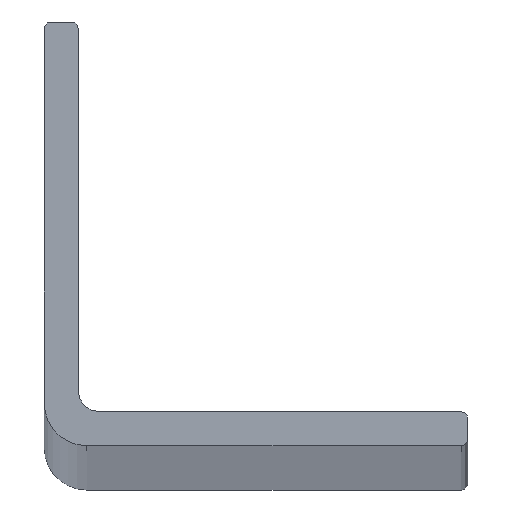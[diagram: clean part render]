
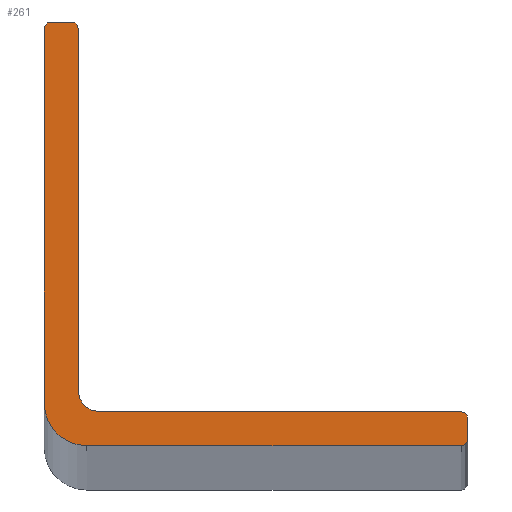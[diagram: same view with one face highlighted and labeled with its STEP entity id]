
A CAD part, top view. The second image highlights one B-rep face of the part: STEP entity #261.
In plain terms, the highlighted planar face has unit normal (0, 0, 1).
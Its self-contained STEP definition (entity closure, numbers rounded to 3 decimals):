
#15=CIRCLE('',#285,1.5);
#17=CIRCLE('',#289,1.5);
#19=CIRCLE('',#293,10.);
#21=CIRCLE('',#297,1.5);
#23=CIRCLE('',#301,1.5);
#25=CIRCLE('',#305,5.);
#45=FACE_OUTER_BOUND('',#59,.T.);
#59=EDGE_LOOP('',(#217,#218,#219,#220,#221,#222,#223,#224,#225,#226,#227,
#228));
#61=LINE('',#391,#85);
#66=LINE('',#405,#90);
#70=LINE('',#417,#94);
#74=LINE('',#429,#98);
#78=LINE('',#441,#102);
#82=LINE('',#453,#106);
#85=VECTOR('',#313,10.);
#90=VECTOR('',#326,10.);
#94=VECTOR('',#338,10.);
#98=VECTOR('',#350,10.);
#102=VECTOR('',#362,10.);
#106=VECTOR('',#374,10.);
#109=VERTEX_POINT('',#389);
#110=VERTEX_POINT('',#390);
#113=VERTEX_POINT('',#398);
#115=VERTEX_POINT('',#404);
#117=VERTEX_POINT('',#410);
#119=VERTEX_POINT('',#416);
#121=VERTEX_POINT('',#422);
#123=VERTEX_POINT('',#428);
#125=VERTEX_POINT('',#434);
#127=VERTEX_POINT('',#440);
#129=VERTEX_POINT('',#446);
#131=VERTEX_POINT('',#452);
#133=EDGE_CURVE('',#109,#110,#61,.T.);
#137=EDGE_CURVE('',#110,#113,#15,.T.);
#140=EDGE_CURVE('',#113,#115,#66,.T.);
#143=EDGE_CURVE('',#115,#117,#17,.T.);
#146=EDGE_CURVE('',#117,#119,#70,.T.);
#149=EDGE_CURVE('',#119,#121,#19,.T.);
#152=EDGE_CURVE('',#121,#123,#74,.T.);
#155=EDGE_CURVE('',#123,#125,#21,.T.);
#158=EDGE_CURVE('',#125,#127,#78,.T.);
#161=EDGE_CURVE('',#127,#129,#23,.T.);
#164=EDGE_CURVE('',#129,#131,#82,.T.);
#167=EDGE_CURVE('',#131,#109,#25,.T.);
#217=ORIENTED_EDGE('',*,*,#133,.F.);
#218=ORIENTED_EDGE('',*,*,#167,.F.);
#219=ORIENTED_EDGE('',*,*,#164,.F.);
#220=ORIENTED_EDGE('',*,*,#161,.F.);
#221=ORIENTED_EDGE('',*,*,#158,.F.);
#222=ORIENTED_EDGE('',*,*,#155,.F.);
#223=ORIENTED_EDGE('',*,*,#152,.F.);
#224=ORIENTED_EDGE('',*,*,#149,.F.);
#225=ORIENTED_EDGE('',*,*,#146,.F.);
#226=ORIENTED_EDGE('',*,*,#143,.F.);
#227=ORIENTED_EDGE('',*,*,#140,.F.);
#228=ORIENTED_EDGE('',*,*,#137,.F.);
#247=PLANE('',#307);
#261=ADVANCED_FACE('',(#45),#247,.T.);
#285=AXIS2_PLACEMENT_3D('',#399,#319,#320);
#289=AXIS2_PLACEMENT_3D('',#411,#331,#332);
#293=AXIS2_PLACEMENT_3D('',#423,#343,#344);
#297=AXIS2_PLACEMENT_3D('',#435,#355,#356);
#301=AXIS2_PLACEMENT_3D('',#447,#367,#368);
#305=AXIS2_PLACEMENT_3D('',#458,#379,#380);
#307=AXIS2_PLACEMENT_3D('',#460,#383,#384);
#313=DIRECTION('',(1.,0.,0.));
#319=DIRECTION('center_axis',(0.,0.,-1.));
#320=DIRECTION('ref_axis',(-1.,0.,0.));
#326=DIRECTION('',(0.,-1.,0.));
#331=DIRECTION('center_axis',(0.,0.,-1.));
#332=DIRECTION('ref_axis',(0.,1.,0.));
#338=DIRECTION('',(-1.,0.,0.));
#343=DIRECTION('center_axis',(0.,0.,-1.));
#344=DIRECTION('ref_axis',(1.,0.,0.));
#350=DIRECTION('',(0.,1.,0.));
#355=DIRECTION('center_axis',(0.,0.,-1.));
#356=DIRECTION('ref_axis',(0.,-1.,0.));
#362=DIRECTION('',(1.,0.,0.));
#367=DIRECTION('center_axis',(0.,0.,-1.));
#368=DIRECTION('ref_axis',(-1.,0.,0.));
#374=DIRECTION('',(0.,-1.,0.));
#379=DIRECTION('center_axis',(0.,0.,1.));
#380=DIRECTION('ref_axis',(-1.,0.,0.));
#383=DIRECTION('center_axis',(0.,0.,1.));
#384=DIRECTION('ref_axis',(1.,0.,0.));
#389=CARTESIAN_POINT('',(13.,8.,6000.));
#390=CARTESIAN_POINT('',(98.5,8.,6000.));
#391=CARTESIAN_POINT('',(13.,8.,6000.));
#398=CARTESIAN_POINT('',(100.,6.5,6000.));
#399=CARTESIAN_POINT('Origin',(98.5,6.5,6000.));
#404=CARTESIAN_POINT('',(100.,1.5,6000.));
#405=CARTESIAN_POINT('',(100.,6.5,6000.));
#410=CARTESIAN_POINT('',(98.5,0.,6000.));
#411=CARTESIAN_POINT('Origin',(98.5,1.5,6000.));
#416=CARTESIAN_POINT('',(10.,0.,6000.));
#417=CARTESIAN_POINT('',(98.5,0.,6000.));
#422=CARTESIAN_POINT('',(0.,10.,6000.));
#423=CARTESIAN_POINT('Origin',(10.,10.,6000.));
#428=CARTESIAN_POINT('',(0.,98.5,6000.));
#429=CARTESIAN_POINT('',(0.,10.,6000.));
#434=CARTESIAN_POINT('',(1.5,100.,6000.));
#435=CARTESIAN_POINT('Origin',(1.5,98.5,6000.));
#440=CARTESIAN_POINT('',(6.5,100.,6000.));
#441=CARTESIAN_POINT('',(1.5,100.,6000.));
#446=CARTESIAN_POINT('',(8.,98.5,6000.));
#447=CARTESIAN_POINT('Origin',(6.5,98.5,6000.));
#452=CARTESIAN_POINT('',(8.,13.,6000.));
#453=CARTESIAN_POINT('',(8.,98.5,6000.));
#458=CARTESIAN_POINT('Origin',(13.,13.,6000.));
#460=CARTESIAN_POINT('Origin',(29.147,29.147,6000.));
